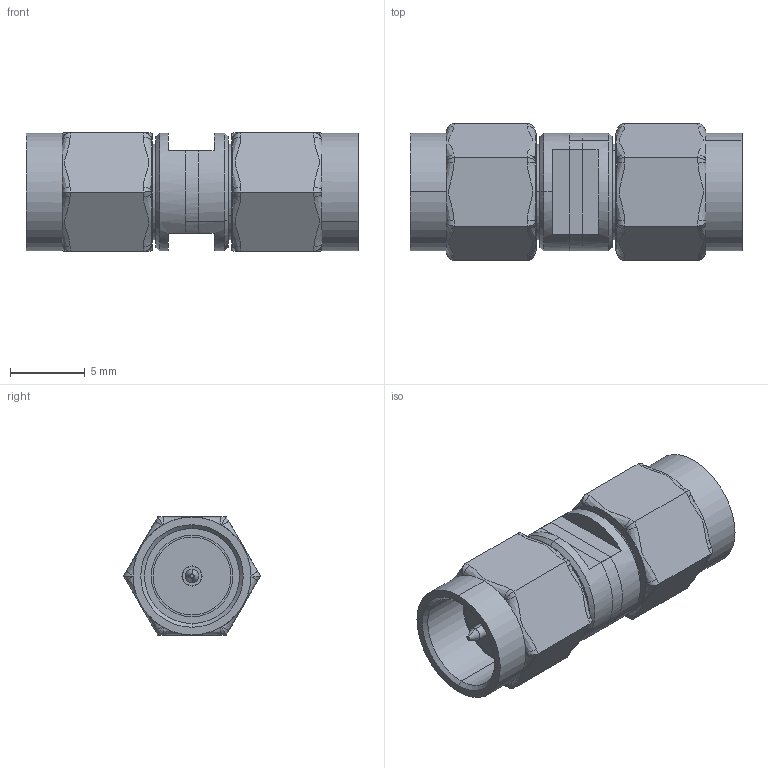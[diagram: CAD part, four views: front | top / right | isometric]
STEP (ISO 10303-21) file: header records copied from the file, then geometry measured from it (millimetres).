
FILE_DESCRIPTION (( 'STEP AP203' ), '1' );
FILE_NAME ('AXA-SMSM.STEP', '2011-02-09T13:58:50', ( 'x' ), ( 'Microsoft' ), 'SwSTEP 2.0', 'SolidWorks 2010', '' );
FILE_SCHEMA (( 'CONFIG_CONTROL_DESIGN' ));
Length unit declared in the file: inch
Products named in the file (4): AXA-SMSM; AXA-SMSM-MA1; AXA-SMSM-MA2
Assembly tree (4 placements, depth 2):
  AXA-SMSM
    AXA-SMSM-MA2  x2
    AXA-SMSM-MA1
    AXA-SMSM-MA1
Bounding box: 22.2 x 9.15 x 7.92 mm (x, y, z)
Volume: 844.7 mm3; surface area: 1521.3 mm2
Topology: 4 solids, 4 shells, 210 faces, 468 edges, 284 vertices
Faces by surface type: cylinder 100, plane 70, bspline 24, cone 16
Entity records: 10640 total; most frequent: CARTESIAN_POINT 5983, DIRECTION 920, ORIENTED_EDGE 856, EDGE_CURVE 428, AXIS2_PLACEMENT_3D 371, VERTEX_POINT 258, EDGE_LOOP 210, CIRCLE 198
